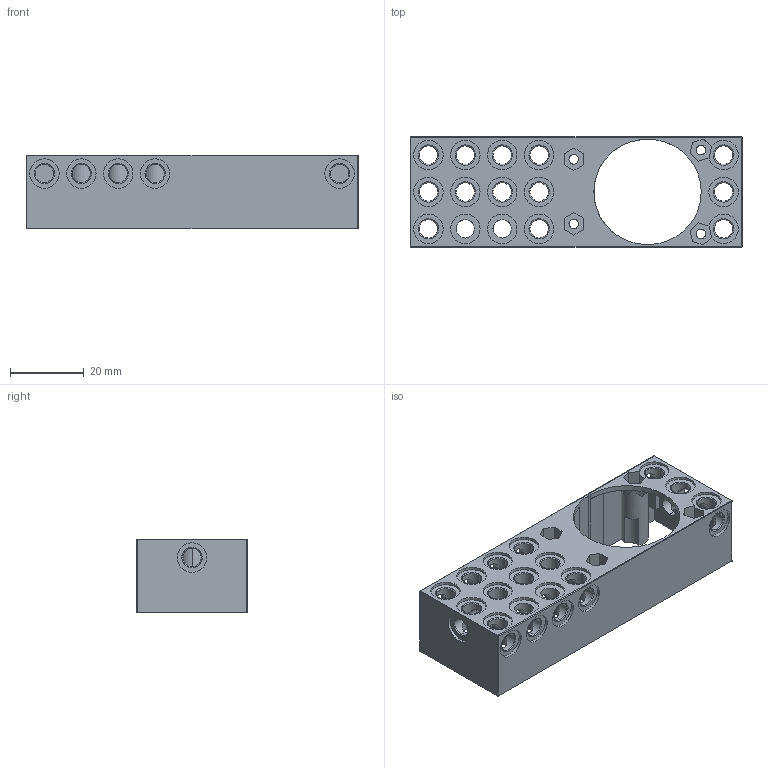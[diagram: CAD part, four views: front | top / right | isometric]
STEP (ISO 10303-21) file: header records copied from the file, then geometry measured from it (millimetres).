
FILE_DESCRIPTION (( 'STEP AP203' ), '1' );
FILE_NAME ('MOcA_1.STEP', '2019-02-21T11:07:50', ( '' ), ( '' ), 'SwSTEP 2.0', 'SolidWorks 2018', '' );
FILE_SCHEMA (( 'CONFIG_CONTROL_DESIGN' ));
Length unit declared in the file: millimetre
Products named in the file (1): MOcA_1
Bounding box: 90 x 30 x 20 mm (x, y, z)
Volume: 13294.2 mm3; surface area: 18265.8 mm2
Topology: 1 solids, 1 shells, 408 faces, 1043 edges, 638 vertices
Faces by surface type: cylinder 201, plane 139, bspline 68
Entity records: 15319 total; most frequent: CARTESIAN_POINT 5611, ORIENTED_EDGE 2070, DIRECTION 1949, EDGE_CURVE 1035, AXIS2_PLACEMENT_3D 727, VERTEX_POINT 638, EDGE_LOOP 505, VECTOR 495
